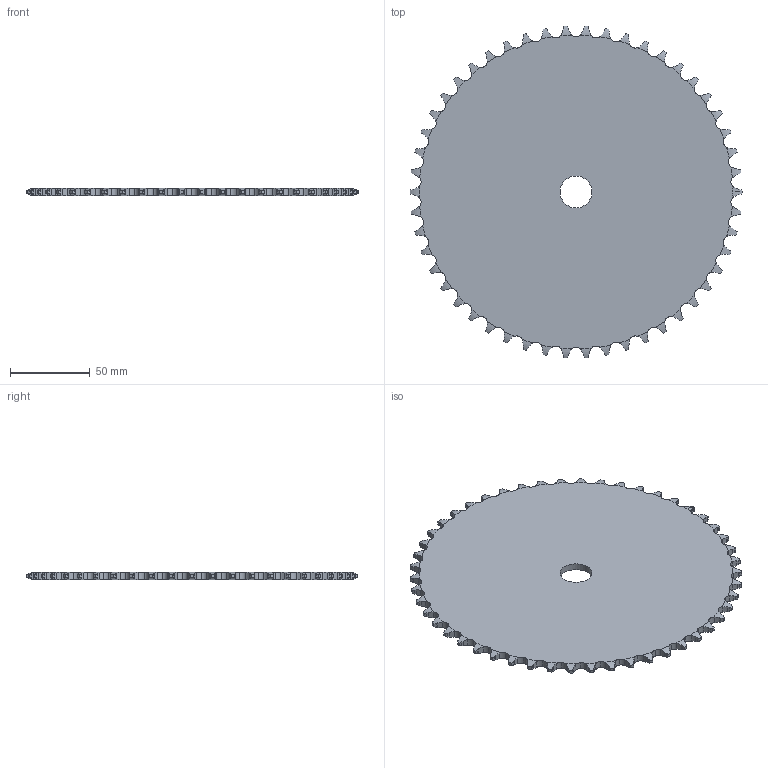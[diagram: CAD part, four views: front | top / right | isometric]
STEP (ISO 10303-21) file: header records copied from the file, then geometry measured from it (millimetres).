
FILE_DESCRIPTION(('FreeCAD Model'),'2;1');
FILE_NAME('Open CASCADE Shape Model','2022-02-19T16:17:46',('FreeCAD'),( 'FreeCAD'),'Open CASCADE STEP processor 7.4','FreeCAD','Unknown');
FILE_SCHEMA(('AUTOMOTIVE_DESIGN { 1 0 10303 214 1 1 1 1 }'));
Products named in the file (1): Open CASCADE STEP translator 7.4 86
Bounding box: 207.8 x 207.51 x 4.5 mm (x, y, z)
Volume: 138783.4 mm3; surface area: 66158.4 mm2
Topology: 1 solids, 1 shells, 556 faces, 1660 edges, 1106 vertices
Faces by surface type: cylinder 352, plane 102, torus 102
Full cylindrical faces by diameter (mm): 20 x1
Entity records: 49908 total; most frequent: CARTESIAN_POINT 21973, DIRECTION 3798, ORIENTED_EDGE 3320, PCURVE 3320, DEFINITIONAL_REPRESENTATION 3320, B_SPLINE_CURVE_WITH_KNOTS 2400, LINE 1868, VECTOR 1868
